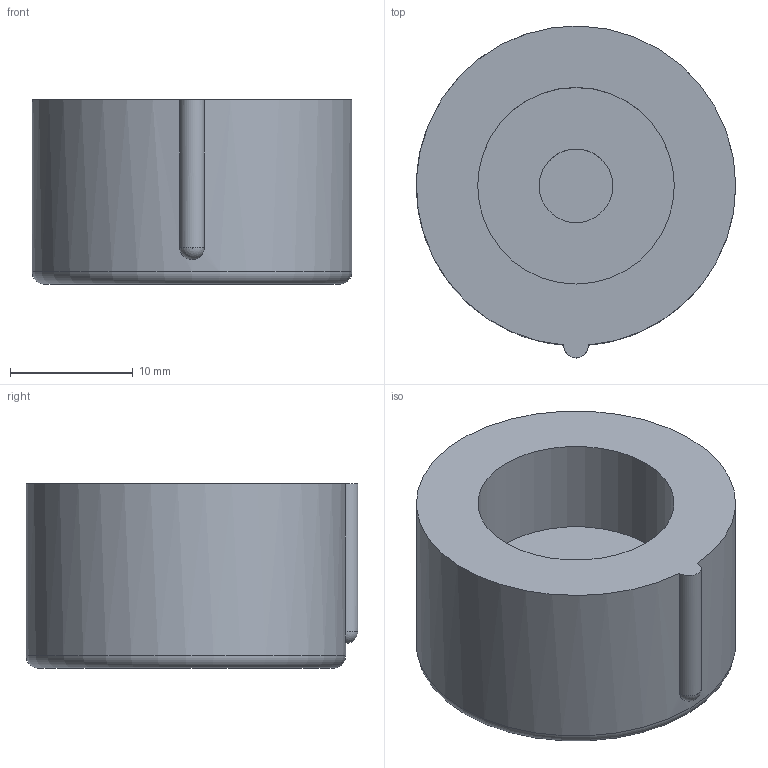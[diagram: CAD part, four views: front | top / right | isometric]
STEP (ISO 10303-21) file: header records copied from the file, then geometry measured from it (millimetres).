
FILE_DESCRIPTION(/* description */ (''),/* implementation_level */ '2;1');
FILE_NAME(/* name */ 'dial.step',/* time_stamp */ '2022-05-04T22:34:26+01:00',/* author */ (''),/* organization */ (''),/* preprocessor_version */ 'ST-DEVELOPER v18.1',/* originating_system */ 'Autodesk Translation Framework v10.14.0.1471',/* authorisation */ '');
FILE_SCHEMA (('AUTOMOTIVE_DESIGN { 1 0 10303 214 3 1 1 }'));
Length unit declared in the file: millimetre
Products named in the file (1): radio_pi
Bounding box: 26 x 27 x 15 mm (x, y, z)
Volume: 6217.1 mm3; surface area: 2765.8 mm2
Topology: 1 solids, 1 shells, 10 faces, 21 edges, 14 vertices
Faces by surface type: cylinder 4, plane 4, torus 1, sphere 1
Full cylindrical faces by diameter (mm): 6 x1, 16 x1, 26 x1
Entity records: 338 total; most frequent: CARTESIAN_POINT 67, DIRECTION 53, ORIENTED_EDGE 40, AXIS2_PLACEMENT_3D 24, EDGE_CURVE 20, VERTEX_POINT 14, CIRCLE 13, EDGE_LOOP 12
